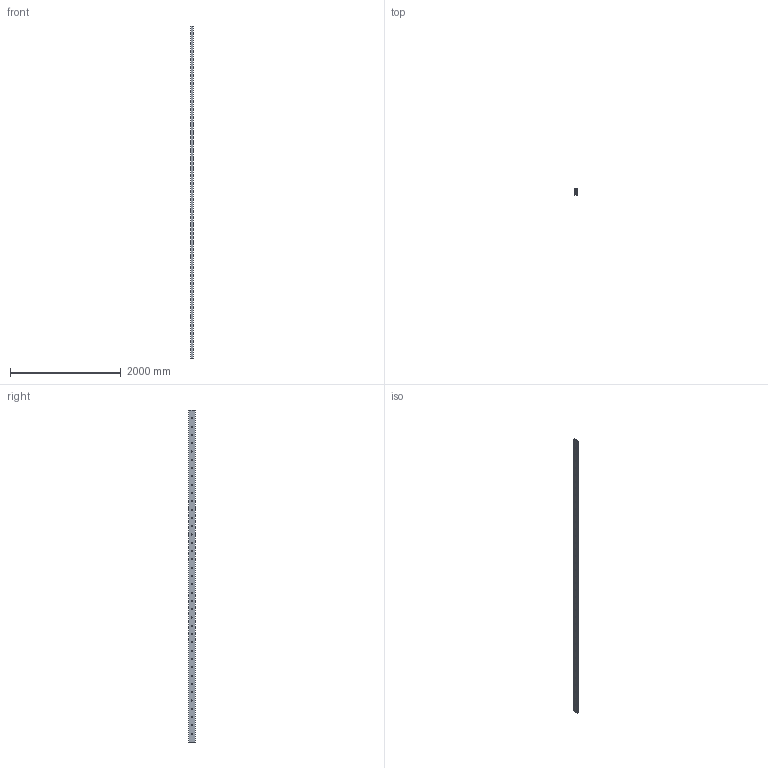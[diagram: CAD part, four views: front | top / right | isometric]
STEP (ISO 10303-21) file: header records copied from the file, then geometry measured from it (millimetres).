
FILE_DESCRIPTION (( 'STEP AP203' ), '1' );
FILE_NAME ('80300-ALU.STEP', '2018-05-03T14:28:15', ( '' ), ( '' ), 'SwSTEP 2.0', 'SolidWorks 2015', '' );
FILE_SCHEMA (( 'CONFIG_CONTROL_DESIGN' ));
Length unit declared in the file: millimetre
Products named in the file (1): 80300-ALU
Bounding box: 41 x 111 x 6000 mm (x, y, z)
Volume: 10839068.4 mm3; surface area: 2986634.3 mm2
Topology: 1 solids, 1 shells, 555 faces, 1425 edges, 898 vertices
Faces by surface type: cylinder 241, plane 123, bspline 113, cone 78
Entity records: 23452 total; most frequent: CARTESIAN_POINT 10604, ORIENTED_EDGE 2850, DIRECTION 2255, EDGE_CURVE 1425, VERTEX_POINT 898, AXIS2_PLACEMENT_3D 769, EDGE_LOOP 737, LINE 717
